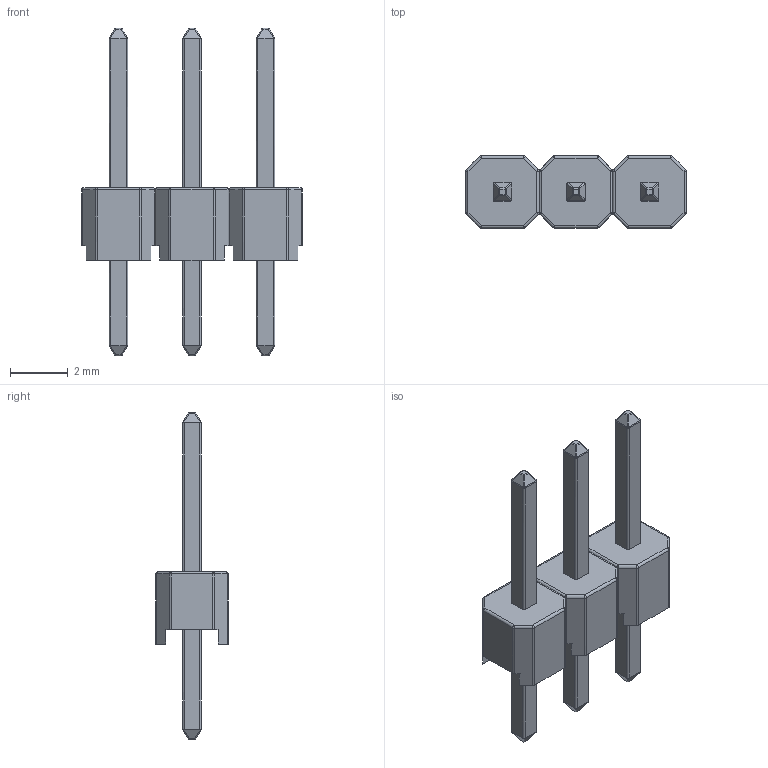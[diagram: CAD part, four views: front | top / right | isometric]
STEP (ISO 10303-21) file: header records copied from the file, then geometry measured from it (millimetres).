
FILE_DESCRIPTION (( 'STEP AP214' ), '1' );
FILE_NAME ('User Library-PLS-03.STEP', '2020-10-22T21:59:00', ( '' ), ( '' ), 'SwSTEP 2.0', 'SolidWorks 2020', '' );
FILE_SCHEMA (( 'AUTOMOTIVE_DESIGN' ));
Length unit declared in the file: millimetre
Products named in the file (1): User Library-PLS-03
Bounding box: 7.62 x 2.5 x 11.3 mm (x, y, z)
Volume: 48 mm3; surface area: 172.4 mm2
Topology: 9 solids, 9 shells, 390 faces, 900 edges, 480 vertices
Faces by surface type: cylinder 144, bspline 144, plane 102
Entity records: 16760 total; most frequent: CARTESIAN_POINT 8809, ORIENTED_EDGE 1704, DIRECTION 1406, EDGE_CURVE 852, AXIS2_PLACEMENT_3D 517, VERTEX_POINT 480, FACE_OUTER_BOUND 390, ADVANCED_FACE 390
